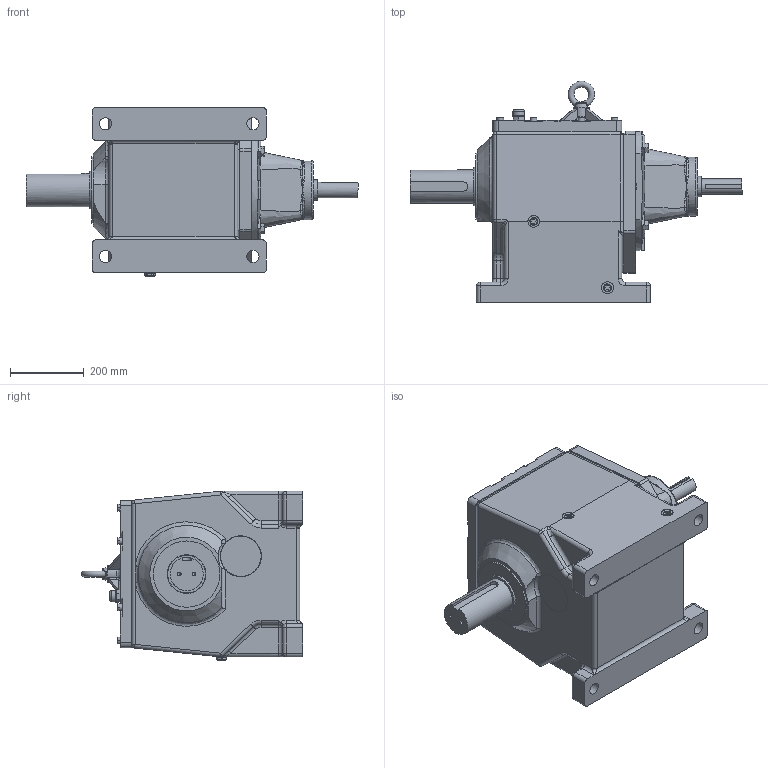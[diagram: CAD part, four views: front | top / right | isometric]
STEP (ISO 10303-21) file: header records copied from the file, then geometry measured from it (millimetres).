
FILE_DESCRIPTION (( 'STEP AP214' ), '1' );
FILE_NAME ('EK2DO07270H001_HH32_7.5KW_R120_CUSTOMER.stp', '2022-07-06T04:50:35', ( 'Windows 餌辨濠' ), ( '' ), 'SwSTEP 2.0', 'SolidWorks 2021', '' );
FILE_SCHEMA (( 'AUTOMOTIVE_DESIGN' ));
Length unit declared in the file: millimetre
Products named in the file (1): EK2DO07270H001_HH32_7.5KW_R120_CUSTOMER
Bounding box: 901 x 600.92 x 460.5 mm (x, y, z)
Volume: 90231430.9 mm3; surface area: 2664465.3 mm2
Topology: 32 solids, 43 shells, 1326 faces, 3126 edges, 1928 vertices
Faces by surface type: plane 550, cylinder 393, bspline 119, torus 111, cone 107, sphere 46
Full cylindrical faces by diameter (mm): 3 x1, 10.106 x4, 12 x8, 13.033 x1, 13.835 x30, 16 x11, 16.4 x1, 18 x26, 20.376 x11, 20.752 x2, 22 x3, 24 x6, 26 x6, 27 x1, 28 x1, 31.4 x1, 32 x8, 33 x4, 33.4 x1, 42 x1, 45 x1, 55 x1, 57 x1, 60 x2, 65 x1, 69 x1, 90 x2, 102 x1, 105 x1, 110 x2
Entity records: 52663 total; most frequent: CARTESIAN_POINT 24141, DIRECTION 5722, ORIENTED_EDGE 5442, EDGE_CURVE 2721, AXIS2_PLACEMENT_3D 2230, VERTEX_POINT 1830, EDGE_LOOP 1737, FACE_OUTER_BOUND 1501
